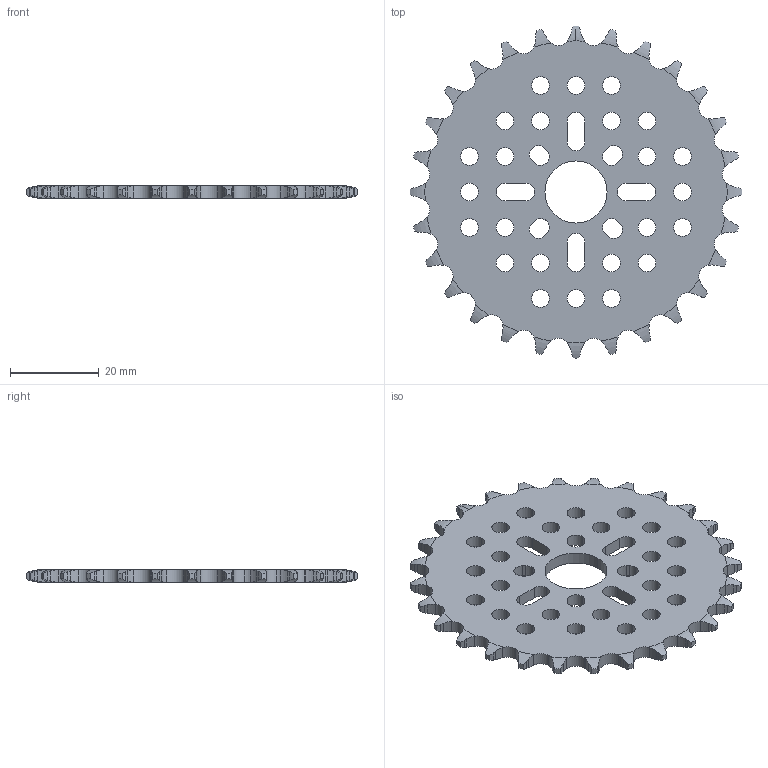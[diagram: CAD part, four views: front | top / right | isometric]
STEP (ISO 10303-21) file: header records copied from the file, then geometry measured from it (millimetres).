
FILE_DESCRIPTION (( 'STEP AP203' ), '1' );
FILE_NAME ('3310-0014-0028.STEP', '2018-01-22T16:26:38', ( '' ), ( '' ), 'SwSTEP 2.0', 'SolidWorks 2016', '' );
FILE_SCHEMA (( 'CONFIG_CONTROL_DESIGN' ));
Length unit declared in the file: millimetre
Products named in the file (1): 3310-0014-0028
Bounding box: 74.8 x 74.8 x 2.8 mm (x, y, z)
Volume: 8770.2 mm3; surface area: 8556.3 mm2
Topology: 1 solids, 1 shells, 388 faces, 1158 edges, 772 vertices
Faces by surface type: cylinder 256, plane 74, torus 58
Entity records: 13769 total; most frequent: CARTESIAN_POINT 3687, ORIENTED_EDGE 2316, DIRECTION 1822, EDGE_CURVE 1158, VERTEX_POINT 772, AXIS2_PLACEMENT_3D 731, B_SPLINE_CURVE_WITH_KNOTS 456, EDGE_LOOP 454
